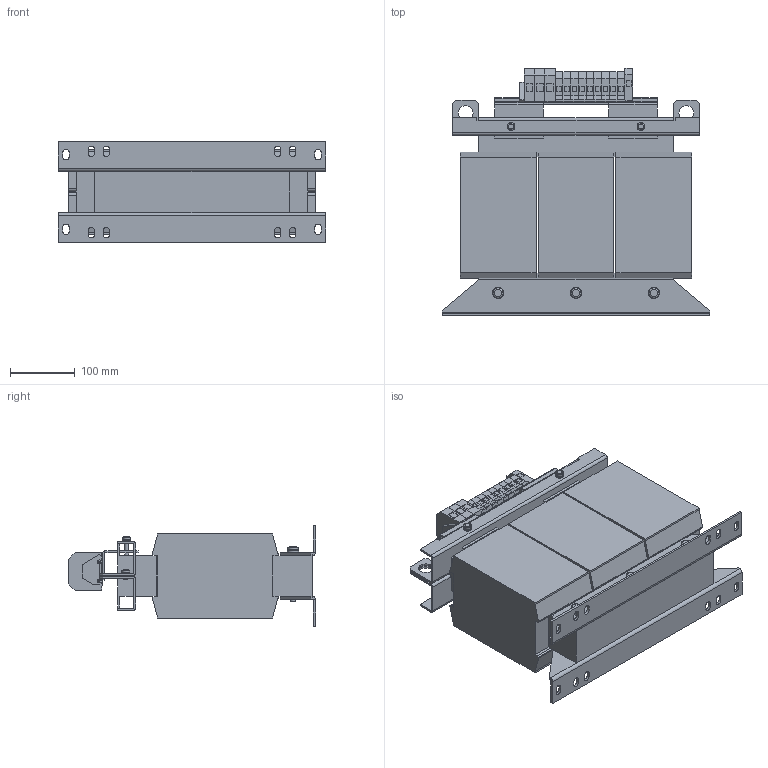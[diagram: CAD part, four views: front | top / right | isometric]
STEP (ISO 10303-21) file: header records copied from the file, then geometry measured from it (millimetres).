
FILE_DESCRIPTION (( 'STEP AP214' ), '1' );
FILE_NAME ('199736.STEP', '2020-05-28T18:17:01', ( '' ), ( '' ), 'SwSTEP 2.0', 'SolidWorks 2018', '' );
FILE_SCHEMA (( 'AUTOMOTIVE_DESIGN' ));
Length unit declared in the file: millimetre
Products named in the file (1): 199736
Bounding box: 412 x 381.05 x 155 mm (x, y, z)
Volume: 11633294.8 mm3; surface area: 789113.4 mm2
Topology: 1 solids, 1 shells, 994 faces, 2498 edges, 1567 vertices
Faces by surface type: plane 720, cylinder 228, torus 24, sphere 14, cone 8
Entity records: 29482 total; most frequent: CARTESIAN_POINT 5140, DIRECTION 5026, ORIENTED_EDGE 4996, EDGE_CURVE 2498, VECTOR 1928, LINE 1928, VERTEX_POINT 1567, AXIS2_PLACEMENT_3D 1549
